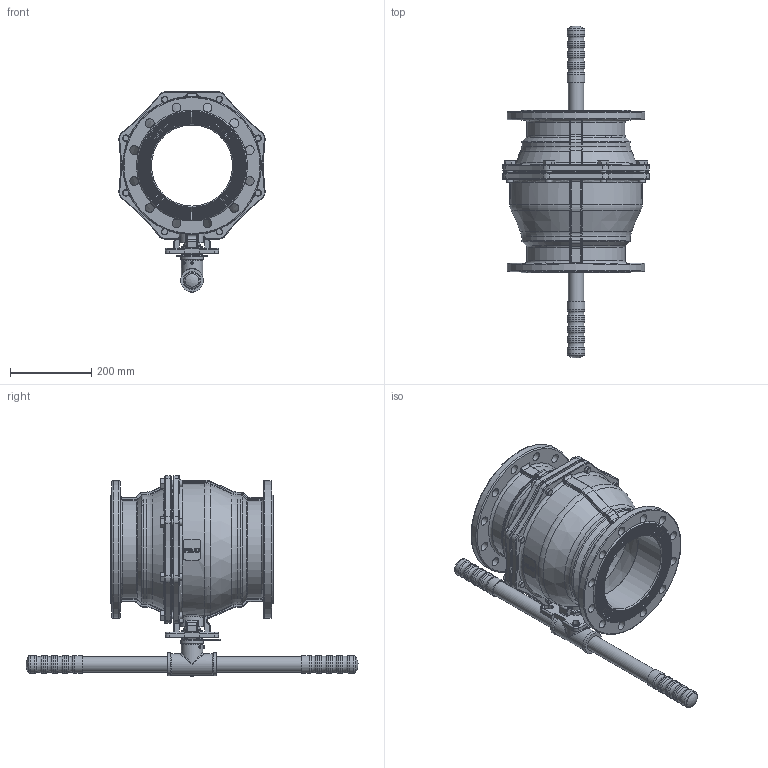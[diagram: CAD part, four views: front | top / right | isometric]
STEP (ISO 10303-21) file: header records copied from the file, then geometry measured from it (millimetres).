
FILE_DESCRIPTION(/* description */ ('Unknown'),/* implementation_level */ '2;1');
FILE_NAME(/* name */ '920-15',/* time_stamp */ '2022-07-01T08:59:00+02:00',/* author */ ('Unknown'),/* organization */ ('Unknown'),/* preprocessor_version */ 'ST-DEVELOPER v16.7',/* originating_system */ 'Solid Edge',/* authorisation */ 'Unknown');
FILE_SCHEMA (('AP203_CONFIGURATION_CONTROLLED_3D_DESIGN_OF_MECHANICAL_PARTS_AND_ASSEMBLIES_MIM_LF { 1 0 10303 203 3 1 4 }','AUTOMOTIVE_DESIGN {1 0 10303 214 3 1 1}'));
Products named in the file (15): 8M.220.200_WESA 920-15; MV-24D DN200 Nut; MV-24D DN200 JACKSCREW; MV-24D DN200 Sleeve; MV-24D DN200 Bolt; MV-24D DN200 CAP; MV-24D DN200 Bellevlle Washer; MV-24D DN200 Handle; MV-24D DN200 PLASTIC COVER; MV-24D DN200 JACKSCREW2; MV-24D DN200 Stem; MV-24D DN200 BODY; MV-24D DN200 Nut Stopper; MV-24D DN200 Lock Device; MV-24D DN200 Packing Ring
Assembly tree (24 placements, depth 2):
  8M.220.200_WESA 920-15
    MV-24D DN200 Nut
    MV-24D DN200 JACKSCREW  x2
    MV-24D DN200 Sleeve
    MV-24D DN200 Bolt  x8
    MV-24D DN200 CAP
    MV-24D DN200 Bellevlle Washer  x2
    MV-24D DN200 Handle
    MV-24D DN200 PLASTIC COVER  x2
    MV-24D DN200 JACKSCREW2
    MV-24D DN200 Stem
    MV-24D DN200 BODY
    MV-24D DN200 Nut Stopper
    MV-24D DN200 Lock Device
    MV-24D DN200 Packing Ring
Bounding box: 361.19 x 819.49 x 494.5 mm (x, y, z)
Volume: 8836844.7 mm3; surface area: 1548909.5 mm2
Topology: 24 solids, 24 shells, 1426 faces, 3467 edges, 2124 vertices
Faces by surface type: plane 525, cylinder 321, bspline 197, torus 191, cone 188, sphere 4
Full cylindrical faces by diameter (mm): 5 x3, 6 x3, 14.1 x8, 16 x8, 17.5 x8, 22 x24, 28.4 x1, 31 x1, 33 x3, 33.3 x2, 34 x2, 38 x3, 40 x1, 41.5 x1, 42 x2, 43 x1, 44 x10, 53 x4, 57 x3, 70 x1, 200 x2, 206 x2, 248 x2, 305 x1, 306 x1, 320 x1, 329 x2, 340 x2
Entity records: 64189 total; most frequent: CARTESIAN_POINT 35516, ORIENTED_EDGE 5706, DIRECTION 5573, EDGE_CURVE 2853, AXIS2_PLACEMENT_3D 2222, VERTEX_POINT 1882, FACE_BOUND 1719, EDGE_LOOP 1717
